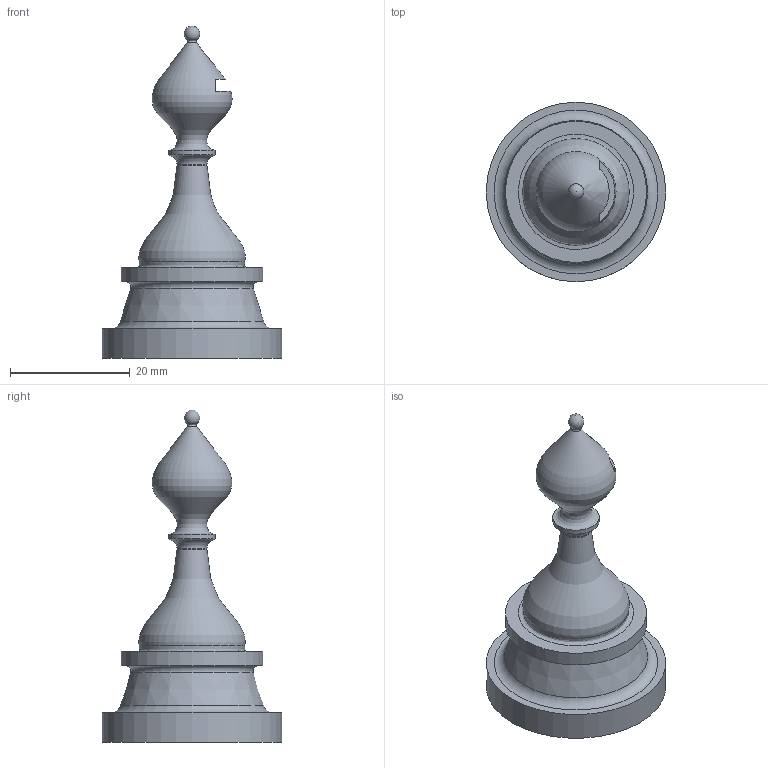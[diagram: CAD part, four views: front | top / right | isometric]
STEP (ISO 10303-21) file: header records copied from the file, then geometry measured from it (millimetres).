
FILE_DESCRIPTION(/* description */ (''),/* implementation_level */ '2;1');
FILE_NAME(/* name */ 'bishop.stp',/* time_stamp */ '2024-02-07T14:35:42+01:00',/* author */ (''),/* organization */ (''),/* preprocessor_version */ 'ST-DEVELOPER v18.1',/* originating_system */ 'SIEMENS PLM Software NX 1961',/* authorisation */ '');
FILE_SCHEMA (('AUTOMOTIVE_DESIGN { 1 0 10303 214 3 1 1 1 }'));
Length unit declared in the file: millimetre
Products named in the file (1): bishop
Bounding box: 29.95 x 29.95 x 55.38 mm (x, y, z)
Volume: 10690.2 mm3; surface area: 3713.4 mm2
Topology: 1 solids, 1 shells, 21 faces, 42 edges, 24 vertices
Faces by surface type: plane 6, cylinder 4, torus 3, cone 3, revolution 2, bspline 2, sphere 1
Full cylindrical faces by diameter (mm): 5 x1, 7.782 x1, 23.552 x1, 29.952 x1
Entity records: 644 total; most frequent: CARTESIAN_POINT 280, DIRECTION 70, ORIENTED_EDGE 46, EDGE_LOOP 38, FACE_BOUND 33, AXIS2_PLACEMENT_3D 33, EDGE_CURVE 23, ADVANCED_FACE 21
